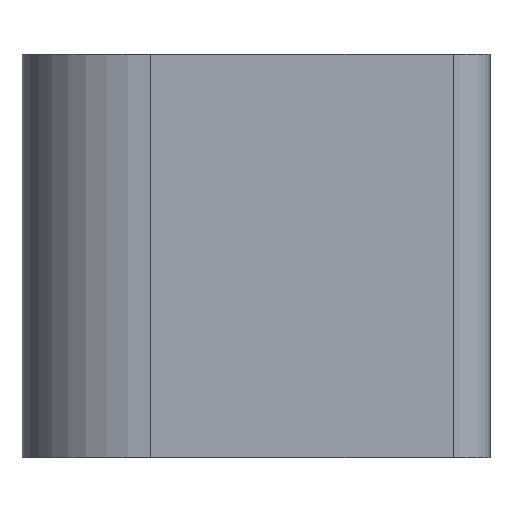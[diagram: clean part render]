
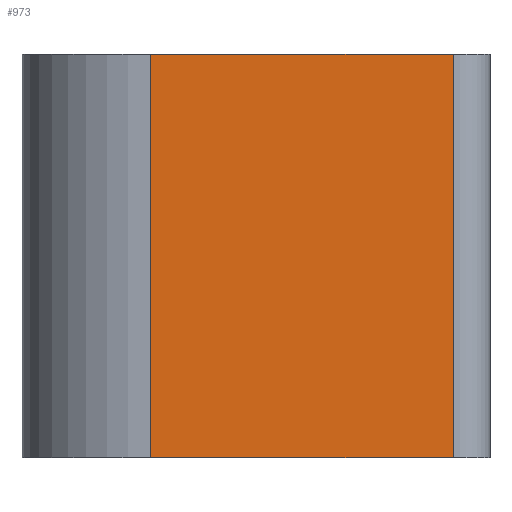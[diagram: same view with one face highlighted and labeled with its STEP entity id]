
A CAD part, left-side view. The second image highlights one B-rep face of the part: STEP entity #973.
In plain terms, the highlighted planar face has unit normal (-1, 0, 0).
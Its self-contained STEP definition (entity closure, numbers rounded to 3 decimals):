
#87=PLANE('',#1092);
#141=FACE_OUTER_BOUND('',#208,.T.);
#208=EDGE_LOOP('',(#854,#855,#856,#857));
#229=LINE('',#1416,#289);
#237=LINE('',#1433,#297);
#256=LINE('',#2677,#316);
#279=LINE('',#2776,#339);
#289=VECTOR('',#1148,10.);
#297=VECTOR('',#1160,10.);
#316=VECTOR('',#1229,10.);
#339=VECTOR('',#1354,10.);
#405=VERTEX_POINT('',#1409);
#408=VERTEX_POINT('',#1414);
#415=VERTEX_POINT('',#1432);
#456=VERTEX_POINT('',#2676);
#501=EDGE_CURVE('',#408,#405,#229,.T.);
#509=EDGE_CURVE('',#405,#415,#237,.T.);
#566=EDGE_CURVE('',#456,#415,#256,.T.);
#614=EDGE_CURVE('',#408,#456,#279,.T.);
#854=ORIENTED_EDGE('',*,*,#501,.F.);
#855=ORIENTED_EDGE('',*,*,#614,.T.);
#856=ORIENTED_EDGE('',*,*,#566,.T.);
#857=ORIENTED_EDGE('',*,*,#509,.F.);
#973=ADVANCED_FACE('',(#141),#87,.T.);
#1092=AXIS2_PLACEMENT_3D('',#2775,#1352,#1353);
#1148=DIRECTION('',(0.,0.,-1.));
#1160=DIRECTION('',(0.,1.,0.));
#1229=DIRECTION('',(0.,0.,-1.));
#1352=DIRECTION('center_axis',(-1.,0.,0.));
#1353=DIRECTION('ref_axis',(0.,1.,0.));
#1354=DIRECTION('',(0.,1.,0.));
#1409=CARTESIAN_POINT('',(-34.5,-9.25,-22.));
#1414=CARTESIAN_POINT('',(-34.5,-9.25,0.));
#1416=CARTESIAN_POINT('',(-34.5,-9.25,0.));
#1432=CARTESIAN_POINT('',(-34.5,7.25,-22.));
#1433=CARTESIAN_POINT('',(-34.5,-11.25,-22.));
#2676=CARTESIAN_POINT('',(-34.5,7.25,0.));
#2677=CARTESIAN_POINT('',(-34.5,7.25,0.));
#2775=CARTESIAN_POINT('Origin',(-34.5,-11.25,0.));
#2776=CARTESIAN_POINT('',(-34.5,-11.25,0.));
